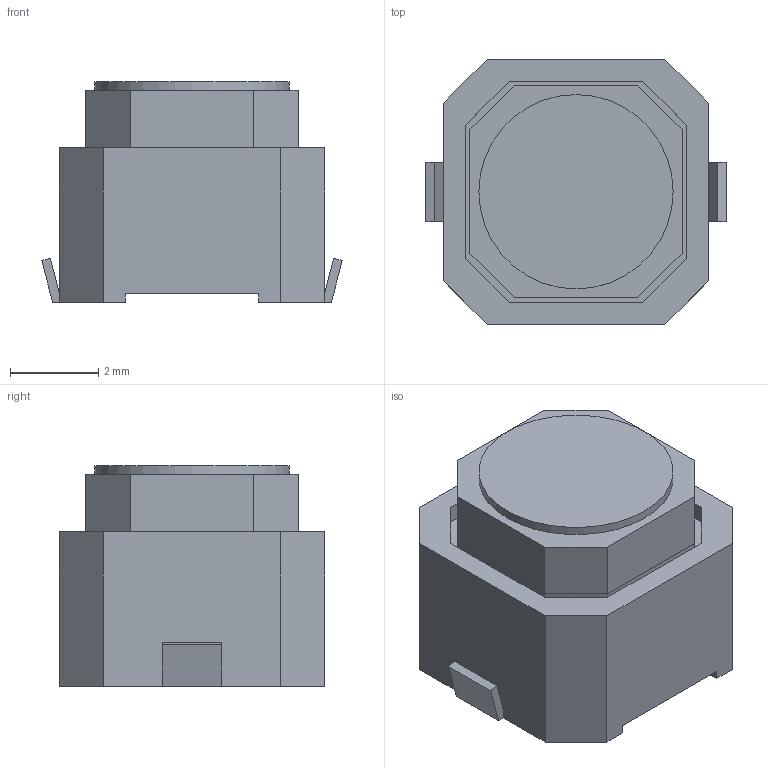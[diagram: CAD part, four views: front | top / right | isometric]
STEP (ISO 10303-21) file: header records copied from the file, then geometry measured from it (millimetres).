
FILE_DESCRIPTION(('FreeCAD Model'),'2;1');
FILE_NAME('Open CASCADE Shape Model','2024-04-17T13:50:38',( 'kicad StepUp'),('ksu MCAD'),'Open CASCADE STEP processor 7.6', 'FreeCAD','Unknown');
FILE_SCHEMA(('AUTOMOTIVE_DESIGN { 1 0 10303 214 1 1 1 1 }'));
Length unit declared in the file: millimetre
Products named in the file (1): SW_SPST_TL9210
Bounding box: 6.8 x 6 x 5 mm (x, y, z)
Volume: 145.4 mm3; surface area: 197.1 mm2
Topology: 3 solids, 3 shells, 66 faces, 163 edges, 106 vertices
Faces by surface type: plane 65, cylinder 1
Full cylindrical faces by diameter (mm): 4.4 x1
Entity records: 2405 total; most frequent: CARTESIAN_POINT 336, ORIENTED_EDGE 326, DIRECTION 299, EDGE_CURVE 163, LINE 161, VECTOR 161, VERTEX_POINT 106, AXIS2_PLACEMENT_3D 69
